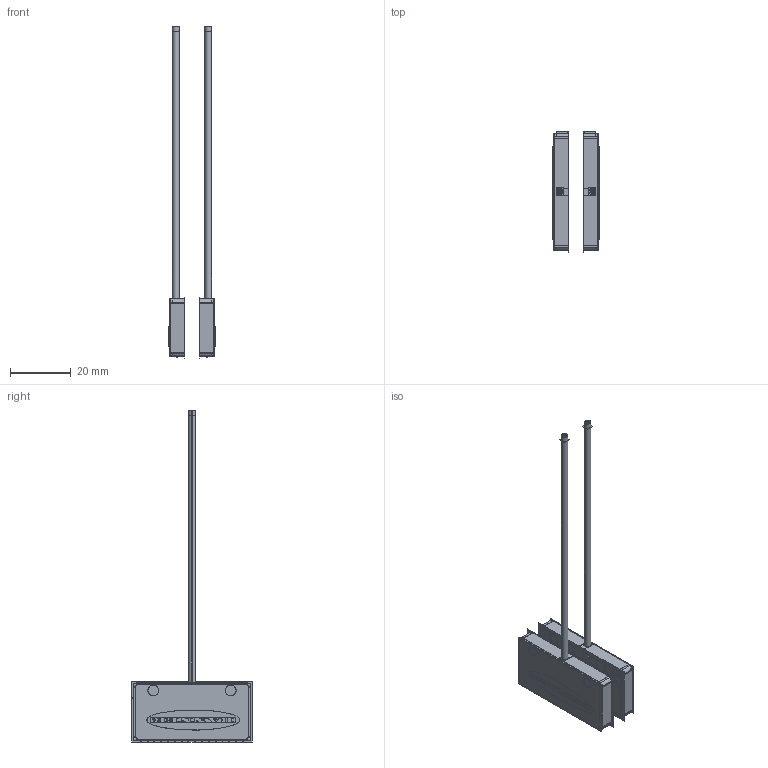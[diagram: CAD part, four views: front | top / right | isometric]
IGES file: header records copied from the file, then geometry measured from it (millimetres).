
Start section:  PTC IGES file: 192783.igs
Global section: file name: 192783.igs; native system: Creo Parametric by Parametric Technology Corporation; preprocessor: 2013230; author: pdmadmin; organization: Unknown; date: 20160209.170229; units: millimetre
Bounding box: 15.11 x 39.62 x 108.86 mm (x, y, z)
Volume: 3320.6 mm3; surface area: 69072.8 mm2
Topology: 50 solids, 50 shells, 2814 faces, 13872 edges, 17258 vertices
Faces by surface type: bspline 1798, revolution 988, extrusion 28
